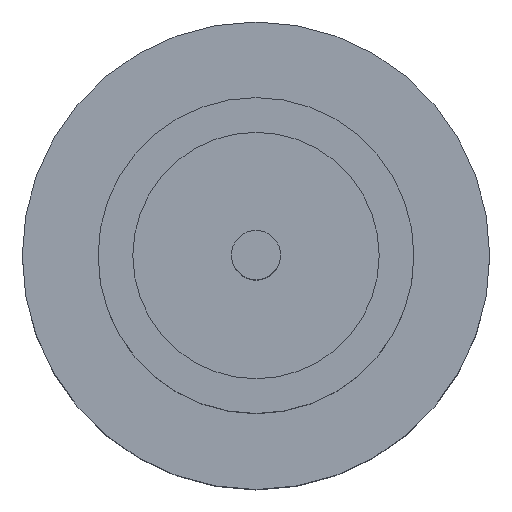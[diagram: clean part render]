
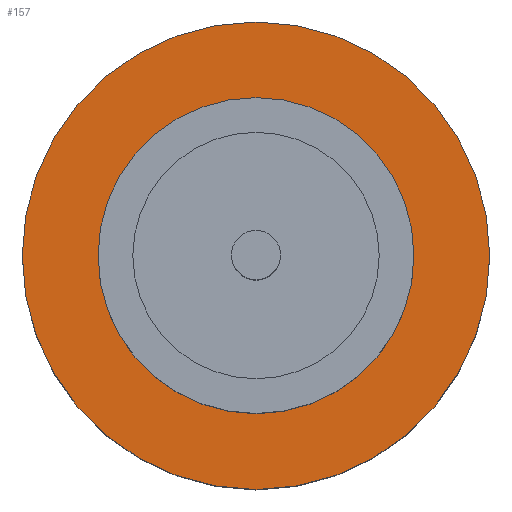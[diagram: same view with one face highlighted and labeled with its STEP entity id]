
A CAD part, top view. The second image highlights one B-rep face of the part: STEP entity #157.
In plain terms, the highlighted planar face has unit normal (0, 0, 1).
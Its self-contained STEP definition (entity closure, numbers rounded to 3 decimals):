
#2 = DIRECTION ( 'NONE',  ( 1., 0., 0. ) ) ;
#16 = EDGE_CURVE ( 'NONE', #397, #267, #537, .T. ) ;
#29 = CARTESIAN_POINT ( 'NONE',  ( -1.25, 0., 1.55 ) ) ;
#30 = ORIENTED_EDGE ( 'NONE', *, *, #16, .F. ) ;
#50 = EDGE_CURVE ( 'NONE', #486, #574, #718, .T. ) ;
#80 = CIRCLE ( 'NONE', #212, 1.85 ) ;
#98 = AXIS2_PLACEMENT_3D ( 'NONE', #607, #361, #493 ) ;
#103 = EDGE_LOOP ( 'NONE', ( #260, #843 ) ) ;
#138 = FACE_BOUND ( 'NONE', #784, .T. ) ;
#149 = CARTESIAN_POINT ( 'NONE',  ( 0., 0., 1.55 ) ) ;
#157 = ADVANCED_FACE ( 'NONE', ( #138, #159 ), #734, .T. ) ;
#159 = FACE_OUTER_BOUND ( 'NONE', #103, .T. ) ;
#176 = CARTESIAN_POINT ( 'NONE',  ( 0., 0., 1.55 ) ) ;
#182 = EDGE_CURVE ( 'NONE', #267, #397, #499, .T. ) ;
#212 = AXIS2_PLACEMENT_3D ( 'NONE', #149, #614, #488 ) ;
#260 = ORIENTED_EDGE ( 'NONE', *, *, #50, .T. ) ;
#267 = VERTEX_POINT ( 'NONE', #29 ) ;
#273 = CARTESIAN_POINT ( 'NONE',  ( 1.85, 0., 1.55 ) ) ;
#282 = DIRECTION ( 'NONE',  ( 1., 0., 0. ) ) ;
#322 = CARTESIAN_POINT ( 'NONE',  ( 1.25, 0., 1.55 ) ) ;
#347 = DIRECTION ( 'NONE',  ( 0., 0., 1. ) ) ;
#361 = DIRECTION ( 'NONE',  ( 0., 0., 1. ) ) ;
#397 = VERTEX_POINT ( 'NONE', #322 ) ;
#486 = VERTEX_POINT ( 'NONE', #745 ) ;
#488 = DIRECTION ( 'NONE',  ( 1., 0., 0. ) ) ;
#493 = DIRECTION ( 'NONE',  ( 1., 0., 0. ) ) ;
#499 = CIRCLE ( 'NONE', #98, 1.25 ) ;
#526 = AXIS2_PLACEMENT_3D ( 'NONE', #176, #700, #636 ) ;
#537 = CIRCLE ( 'NONE', #526, 1.25 ) ;
#574 = VERTEX_POINT ( 'NONE', #273 ) ;
#589 = AXIS2_PLACEMENT_3D ( 'NONE', #723, #795, #2 ) ;
#607 = CARTESIAN_POINT ( 'NONE',  ( 0., 0., 1.55 ) ) ;
#614 = DIRECTION ( 'NONE',  ( 0., 0., 1. ) ) ;
#636 = DIRECTION ( 'NONE',  ( 1., 0., 0. ) ) ;
#642 = ORIENTED_EDGE ( 'NONE', *, *, #182, .F. ) ;
#698 = AXIS2_PLACEMENT_3D ( 'NONE', #798, #347, #282 ) ;
#700 = DIRECTION ( 'NONE',  ( 0., 0., 1. ) ) ;
#718 = CIRCLE ( 'NONE', #589, 1.85 ) ;
#723 = CARTESIAN_POINT ( 'NONE',  ( 0., 0., 1.55 ) ) ;
#734 = PLANE ( 'NONE',  #698 ) ;
#745 = CARTESIAN_POINT ( 'NONE',  ( -1.85, 0., 1.55 ) ) ;
#765 = EDGE_CURVE ( 'NONE', #574, #486, #80, .T. ) ;
#784 = EDGE_LOOP ( 'NONE', ( #30, #642 ) ) ;
#795 = DIRECTION ( 'NONE',  ( 0., 0., 1. ) ) ;
#798 = CARTESIAN_POINT ( 'NONE',  ( 0., 0., 1.55 ) ) ;
#843 = ORIENTED_EDGE ( 'NONE', *, *, #765, .T. ) ;
